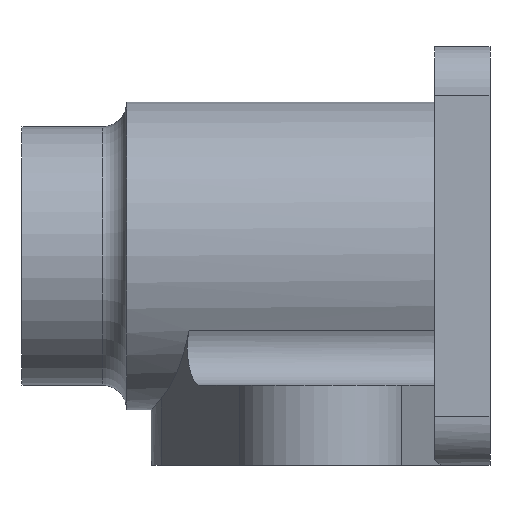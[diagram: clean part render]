
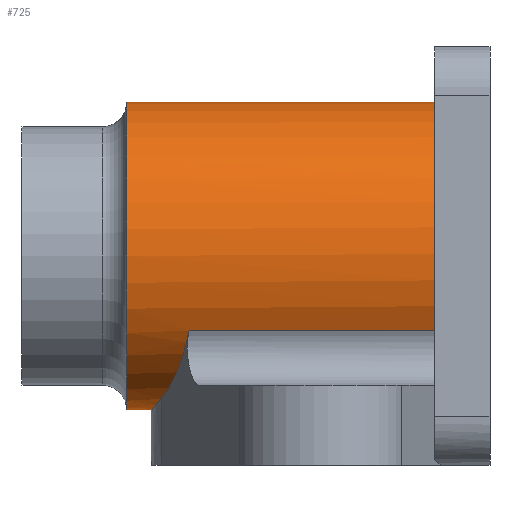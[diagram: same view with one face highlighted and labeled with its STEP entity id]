
A CAD part, left-side view. The second image highlights one B-rep face of the part: STEP entity #725.
In plain terms, the highlighted cylindrical face has radius 25 mm (diameter 50 mm), a full revolution.
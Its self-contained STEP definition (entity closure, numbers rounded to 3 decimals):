
#42=ELLIPSE('',#796,26.558,25.);
#43=ELLIPSE('',#797,26.558,25.);
#46=LINE('',#1208,#83);
#52=LINE('',#1230,#89);
#83=VECTOR('',#913,39.87);
#89=VECTOR('',#933,39.87);
#126=B_SPLINE_CURVE_WITH_KNOTS('',3,(#1236,#1237,#1238,#1239,#1240,#1241,
#1242,#1243,#1244,#1245,#1246,#1247,#1248,#1249),.UNSPECIFIED.,.F.,.F.,
(4,2,2,2,2,2,4),(1.995,2.27,2.592,2.913,
3.234,3.556,3.831),.UNSPECIFIED.);
#137=FACE_BOUND('',#256,.T.);
#178=CYLINDRICAL_SURFACE('',#794,25.);
#205=FACE_OUTER_BOUND('',#255,.T.);
#255=EDGE_LOOP('',(#560,#561,#562,#563,#564,#565));
#256=EDGE_LOOP('',(#566));
#333=CIRCLE('',#795,25.);
#334=CIRCLE('',#798,25.);
#376=VERTEX_POINT('',#1204);
#378=VERTEX_POINT('',#1207);
#385=VERTEX_POINT('',#1224);
#387=VERTEX_POINT('',#1228);
#388=VERTEX_POINT('',#1233);
#389=VERTEX_POINT('',#1235);
#390=VERTEX_POINT('',#1251);
#449=EDGE_CURVE('',#376,#378,#46,.T.);
#460=EDGE_CURVE('',#387,#385,#52,.T.);
#461=EDGE_CURVE('',#376,#385,#333,.T.);
#462=EDGE_CURVE('',#387,#388,#42,.T.);
#463=EDGE_CURVE('',#388,#389,#126,.T.);
#464=EDGE_CURVE('',#389,#378,#43,.T.);
#465=EDGE_CURVE('',#390,#390,#334,.T.);
#560=ORIENTED_EDGE('',*,*,#449,.F.);
#561=ORIENTED_EDGE('',*,*,#461,.T.);
#562=ORIENTED_EDGE('',*,*,#460,.F.);
#563=ORIENTED_EDGE('',*,*,#462,.T.);
#564=ORIENTED_EDGE('',*,*,#463,.T.);
#565=ORIENTED_EDGE('',*,*,#464,.T.);
#566=ORIENTED_EDGE('',*,*,#465,.F.);
#725=ADVANCED_FACE('',(#205,#137),#178,.T.);
#794=AXIS2_PLACEMENT_3D('',#1231,#934,#935);
#795=AXIS2_PLACEMENT_3D('',#1232,#936,#937);
#796=AXIS2_PLACEMENT_3D('',#1234,#938,#939);
#797=AXIS2_PLACEMENT_3D('',#1250,#940,#941);
#798=AXIS2_PLACEMENT_3D('',#1252,#942,#943);
#913=DIRECTION('',(0.,1.,0.));
#933=DIRECTION('',(0.,-1.,0.));
#934=DIRECTION('center_axis',(0.,1.,0.));
#935=DIRECTION('ref_axis',(0.,0.,1.));
#936=DIRECTION('center_axis',(0.,1.,0.));
#937=DIRECTION('ref_axis',(0.,0.,1.));
#938=DIRECTION('center_axis',(0.338,0.941,0.));
#939=DIRECTION('ref_axis',(0.941,-0.338,0.));
#940=DIRECTION('center_axis',(-0.338,0.941,0.));
#941=DIRECTION('ref_axis',(0.941,0.338,0.));
#942=DIRECTION('center_axis',(0.,1.,0.));
#943=DIRECTION('ref_axis',(0.,0.,1.));
#1204=CARTESIAN_POINT('',(-21.878,-18.5,-12.097));
#1207=CARTESIAN_POINT('',(-21.878,21.37,-12.097));
#1208=CARTESIAN_POINT('',(-21.878,2.,-12.097));
#1224=CARTESIAN_POINT('',(21.878,-18.5,-12.097));
#1228=CARTESIAN_POINT('',(21.878,21.37,-12.097));
#1230=CARTESIAN_POINT('',(21.878,2.,-12.097));
#1231=CARTESIAN_POINT('Origin',(0.,2.,0.));
#1232=CARTESIAN_POINT('Origin',(0.,-18.5,0.));
#1233=CARTESIAN_POINT('',(9.281,25.886,-23.213));
#1234=CARTESIAN_POINT('Origin',(0.,29.214,0.));
#1235=CARTESIAN_POINT('',(-9.281,25.886,-23.213));
#1236=CARTESIAN_POINT('Ctrl Pts',(9.281,25.886,-23.213));
#1237=CARTESIAN_POINT('Ctrl Pts',(8.42,26.195,-23.558));
#1238=CARTESIAN_POINT('Ctrl Pts',(7.518,26.47,-23.862));
#1239=CARTESIAN_POINT('Ctrl Pts',(5.514,26.964,-24.41));
#1240=CARTESIAN_POINT('Ctrl Pts',(4.402,27.168,-24.635));
#1241=CARTESIAN_POINT('Ctrl Pts',(2.181,27.436,-24.93));
#1242=CARTESIAN_POINT('Ctrl Pts',(1.071,27.5,-25.));
#1243=CARTESIAN_POINT('Ctrl Pts',(-1.071,27.5,-25.));
#1244=CARTESIAN_POINT('Ctrl Pts',(-2.181,27.436,-24.93));
#1245=CARTESIAN_POINT('Ctrl Pts',(-4.402,27.168,-24.635));
#1246=CARTESIAN_POINT('Ctrl Pts',(-5.514,26.964,-24.41));
#1247=CARTESIAN_POINT('Ctrl Pts',(-7.518,26.47,-23.862));
#1248=CARTESIAN_POINT('Ctrl Pts',(-8.42,26.195,-23.558));
#1249=CARTESIAN_POINT('Ctrl Pts',(-9.281,25.886,-23.213));
#1250=CARTESIAN_POINT('Origin',(0.,29.214,0.));
#1251=CARTESIAN_POINT('',(0.,31.5,25.));
#1252=CARTESIAN_POINT('Origin',(0.,31.5,0.));
